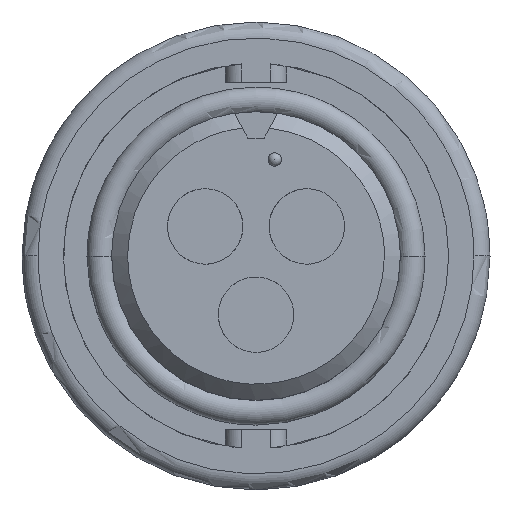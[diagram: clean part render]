
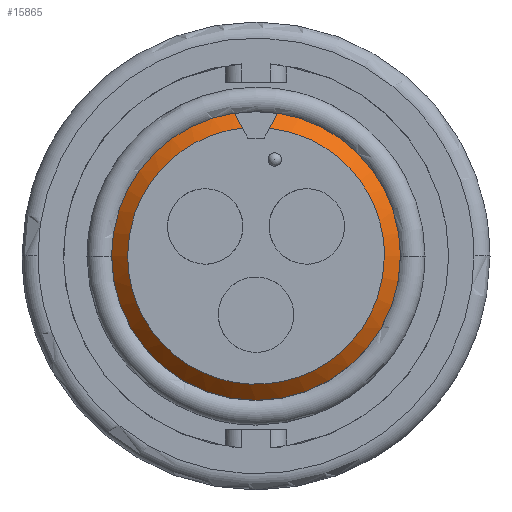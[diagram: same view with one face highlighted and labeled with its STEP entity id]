
A CAD part, top view. The second image highlights one B-rep face of the part: STEP entity #15865.
In plain terms, the highlighted conical face has half-angle 45 degrees and reference radius 6.858 mm.
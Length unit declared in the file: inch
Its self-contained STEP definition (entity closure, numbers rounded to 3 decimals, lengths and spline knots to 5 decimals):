
#495 = B_SPLINE_CURVE_WITH_KNOTS ( 'NONE', 3,
 ( #18378, #4811, #8259, #20432, #10023, #22181, #11728, #1273, #13477, #3082 ),
 .UNSPECIFIED., .F., .F.,
 ( 4, 2, 2, 2, 4 ),
 ( 0., 0.25, 0.5, 0.75, 1. ),
 .UNSPECIFIED. ) ;
#706 = CARTESIAN_POINT ( 'NONE',  ( 0.23998, 0.02932, 0. ) ) ;
#1049 = CARTESIAN_POINT ( 'NONE',  ( 0.03461, 0.25705, -0.01936 ) ) ;
#1094 = CARTESIAN_POINT ( 'NONE',  ( 0.14748, -0.19191, 0. ) ) ;
#1261 = CARTESIAN_POINT ( 'NONE',  ( -0.02504, 0.23867, 0. ) ) ;
#1273 = CARTESIAN_POINT ( 'NONE',  ( -0.08279, 0.22715, 0. ) ) ;
#1787 = EDGE_CURVE ( 'NONE', #15552, #17051, #3976, .T. ) ;
#2507 = VERTEX_POINT ( 'NONE', #1261 ) ;
#2840 = CARTESIAN_POINT ( 'NONE',  ( 0.23998, -0.03141, 0. ) ) ;
#2910 = CARTESIAN_POINT ( 'NONE',  ( 0.06282, -0.23374, 0. ) ) ;
#2979 = AXIS2_PLACEMENT_3D ( 'NONE', #8251, #8199, #8183 ) ;
#3082 = CARTESIAN_POINT ( 'NONE',  ( -0.02504, 0.23867, 0. ) ) ;
#3400 = DIRECTION ( 'NONE',  ( 0., 0., -1. ) ) ;
#3976 = CIRCLE ( 'NONE', #16929, 0.26998 ) ;
#4011 = VERTEX_POINT ( 'NONE', #14983 ) ;
#4235 = CARTESIAN_POINT ( 'NONE',  ( 0.02504, 0.23867, 0. ) ) ;
#4384 = EDGE_CURVE ( 'NONE', #17051, #13125, #7179, .T. ) ;
#4486 = EDGE_CURVE ( 'NONE', #15552, #6588, #6802, .T. ) ;
#4709 = CARTESIAN_POINT ( 'NONE',  ( -0.03141, -0.23998, 0. ) ) ;
#4811 = CARTESIAN_POINT ( 'NONE',  ( -0.23998, 0.02932, 0. ) ) ;
#5131 = VERTEX_POINT ( 'NONE', #13417 ) ;
#5901 = EDGE_CURVE ( 'NONE', #2507, #9958, #17740, .T. ) ;
#5972 = CARTESIAN_POINT ( 'NONE',  ( 0.05421, 0.23561, 0. ) ) ;
#6010 = CARTESIAN_POINT ( 'NONE',  ( 0., 0., -0.03 ) ) ;
#6407 = CARTESIAN_POINT ( 'NONE',  ( -0.12086, -0.2097, 0. ) ) ;
#6517 = CONICAL_SURFACE ( 'NONE', #13936, 0.26998, 0.785 ) ;
#6588 = VERTEX_POINT ( 'NONE', #17511 ) ;
#6630 = ORIENTED_EDGE ( 'NONE', *, *, #4486, .T. ) ;
#6802 = B_SPLINE_CURVE_WITH_KNOTS ( 'NONE', 3,
 ( #14356, #1049, #17001, #19531 ),
 .UNSPECIFIED., .F., .F.,
 ( 4, 4 ),
 ( 0., 1. ),
 .UNSPECIFIED. ) ;
#7179 = CIRCLE ( 'NONE', #2979, 0.26998 ) ;
#7708 = CARTESIAN_POINT ( 'NONE',  ( 0.13505, 0.20053, 0. ) ) ;
#7738 = DIRECTION ( 'NONE',  ( 1., 0., 0. ) ) ;
#8083 = CARTESIAN_POINT ( 'NONE',  ( 0.23998, 0., 0. ) ) ;
#8155 = CARTESIAN_POINT ( 'NONE',  ( -0.19191, -0.14748, 0. ) ) ;
#8183 = DIRECTION ( 'NONE',  ( 1., 0., 0. ) ) ;
#8199 = DIRECTION ( 'NONE',  ( 0., 0., -1. ) ) ;
#8251 = CARTESIAN_POINT ( 'NONE',  ( 0., 0., -0.03 ) ) ;
#8259 = CARTESIAN_POINT ( 'NONE',  ( -0.23455, 0.05864, 0. ) ) ;
#8466 = EDGE_CURVE ( 'NONE', #5131, #4011, #18836, .T. ) ;
#8918 = ORIENTED_EDGE ( 'NONE', *, *, #11821, .F. ) ;
#9461 = CARTESIAN_POINT ( 'NONE',  ( 0.19795, 0.13881, 0. ) ) ;
#9841 = CARTESIAN_POINT ( 'NONE',  ( 0.23374, -0.06282, 0. ) ) ;
#9915 = CARTESIAN_POINT ( 'NONE',  ( -0.23374, -0.06282, 0. ) ) ;
#9958 = VERTEX_POINT ( 'NONE', #17029 ) ;
#10023 = CARTESIAN_POINT ( 'NONE',  ( -0.19795, 0.13881, 0. ) ) ;
#10511 = DIRECTION ( 'NONE',  ( 0., 0., -1. ) ) ;
#11041 = ORIENTED_EDGE ( 'NONE', *, *, #8466, .T. ) ;
#11178 = CARTESIAN_POINT ( 'NONE',  ( 0.23455, 0.05864, 0. ) ) ;
#11482 = CARTESIAN_POINT ( 'NONE',  ( 0.03981, 0.26703, -0.03 ) ) ;
#11553 = CARTESIAN_POINT ( 'NONE',  ( 0.19191, -0.14748, 0. ) ) ;
#11631 = CARTESIAN_POINT ( 'NONE',  ( -0.23998, 0., 0. ) ) ;
#11728 = CARTESIAN_POINT ( 'NONE',  ( -0.13505, 0.20053, 0. ) ) ;
#11821 = EDGE_CURVE ( 'NONE', #13125, #9958, #21610, .T. ) ;
#12073 = EDGE_CURVE ( 'NONE', #4011, #2507, #495, .T. ) ;
#12930 = CARTESIAN_POINT ( 'NONE',  ( 0.23998, 0., 0. ) ) ;
#13125 = VERTEX_POINT ( 'NONE', #16297 ) ;
#13202 = CARTESIAN_POINT ( 'NONE',  ( -0.03981, 0.26703, -0.03 ) ) ;
#13232 = CARTESIAN_POINT ( 'NONE',  ( -0.03461, 0.25705, -0.01936 ) ) ;
#13235 = CARTESIAN_POINT ( 'NONE',  ( 0.26998, 0., -0.03 ) ) ;
#13310 = CARTESIAN_POINT ( 'NONE',  ( -0.02504, 0.23867, 0. ) ) ;
#13314 = CARTESIAN_POINT ( 'NONE',  ( 0.12086, -0.2097, 0. ) ) ;
#13411 = CARTESIAN_POINT ( 'NONE',  ( -0.02969, 0.2476, -0.00936 ) ) ;
#13417 = CARTESIAN_POINT ( 'NONE',  ( 0.23998, 0., 0. ) ) ;
#13477 = CARTESIAN_POINT ( 'NONE',  ( -0.05421, 0.23561, 0. ) ) ;
#13813 = EDGE_CURVE ( 'NONE', #6588, #5131, #20916, .T. ) ;
#13816 = DIRECTION ( 'NONE',  ( 0., 1., 0. ) ) ;
#13936 = AXIS2_PLACEMENT_3D ( 'NONE', #15123, #3400, #13816 ) ;
#14356 = CARTESIAN_POINT ( 'NONE',  ( 0.03981, 0.26703, -0.03 ) ) ;
#14983 = CARTESIAN_POINT ( 'NONE',  ( -0.23998, 0., 0. ) ) ;
#15083 = CARTESIAN_POINT ( 'NONE',  ( 0.03141, -0.23998, 0. ) ) ;
#15123 = CARTESIAN_POINT ( 'NONE',  ( 0., 0., -0.03 ) ) ;
#15486 = ORIENTED_EDGE ( 'NONE', *, *, #13813, .T. ) ;
#15552 = VERTEX_POINT ( 'NONE', #11482 ) ;
#15865 = ADVANCED_FACE ( 'NONE', ( #20948 ), #6517, .T. ) ;
#16297 = CARTESIAN_POINT ( 'NONE',  ( -0.26998, 0., -0.03 ) ) ;
#16836 = CARTESIAN_POINT ( 'NONE',  ( -0.06282, -0.23374, 0. ) ) ;
#16929 = AXIS2_PLACEMENT_3D ( 'NONE', #20941, #10511, #22697 ) ;
#17001 = CARTESIAN_POINT ( 'NONE',  ( 0.02969, 0.2476, -0.00936 ) ) ;
#17029 = CARTESIAN_POINT ( 'NONE',  ( -0.03981, 0.26703, -0.03 ) ) ;
#17051 = VERTEX_POINT ( 'NONE', #13235 ) ;
#17214 = ORIENTED_EDGE ( 'NONE', *, *, #4384, .F. ) ;
#17511 = CARTESIAN_POINT ( 'NONE',  ( 0.02504, 0.23867, 0. ) ) ;
#17740 = B_SPLINE_CURVE_WITH_KNOTS ( 'NONE', 3,
 ( #13310, #13411, #13232, #13202 ),
 .UNSPECIFIED., .F., .F.,
 ( 4, 4 ),
 ( 0., 1. ),
 .UNSPECIFIED. ) ;
#18099 = CARTESIAN_POINT ( 'NONE',  ( 0.08279, 0.22715, 0. ) ) ;
#18138 = DIRECTION ( 'NONE',  ( 0., 0., -1. ) ) ;
#18378 = CARTESIAN_POINT ( 'NONE',  ( -0.23998, 0., 0. ) ) ;
#18390 = ORIENTED_EDGE ( 'NONE', *, *, #12073, .T. ) ;
#18571 = CARTESIAN_POINT ( 'NONE',  ( -0.14748, -0.19191, 0. ) ) ;
#18836 = B_SPLINE_CURVE_WITH_KNOTS ( 'NONE', 3,
 ( #8083, #2840, #9841, #22011, #11553, #1094, #13314, #2910, #15083, #4709, #16836, #6407, #18571, #8155, #20325, #9915, #22085, #11631 ),
 .UNSPECIFIED., .F., .F.,
 ( 4, 2, 2, 2, 2, 2, 2, 2, 4 ),
 ( 0., 0.125, 0.25, 0.375, 0.5, 0.625, 0.75, 0.875, 1. ),
 .UNSPECIFIED. ) ;
#18946 = EDGE_LOOP ( 'NONE', ( #20470, #6630, #15486, #11041, #18390, #19781, #8918, #17214 ) ) ;
#19024 = AXIS2_PLACEMENT_3D ( 'NONE', #6010, #18138, #7738 ) ;
#19531 = CARTESIAN_POINT ( 'NONE',  ( 0.02504, 0.23867, 0. ) ) ;
#19781 = ORIENTED_EDGE ( 'NONE', *, *, #5901, .T. ) ;
#19882 = CARTESIAN_POINT ( 'NONE',  ( 0.15871, 0.18239, 0. ) ) ;
#20325 = CARTESIAN_POINT ( 'NONE',  ( -0.2097, -0.12086, 0. ) ) ;
#20432 = CARTESIAN_POINT ( 'NONE',  ( -0.21353, 0.11339, 0. ) ) ;
#20470 = ORIENTED_EDGE ( 'NONE', *, *, #1787, .F. ) ;
#20916 = B_SPLINE_CURVE_WITH_KNOTS ( 'NONE', 3,
 ( #4235, #5972, #18099, #7708, #19882, #9461, #21623, #11178, #706, #12930 ),
 .UNSPECIFIED., .F., .F.,
 ( 4, 2, 2, 2, 4 ),
 ( 0., 0.25, 0.5, 0.75, 1. ),
 .UNSPECIFIED. ) ;
#20941 = CARTESIAN_POINT ( 'NONE',  ( 0., 0., -0.03 ) ) ;
#20948 = FACE_OUTER_BOUND ( 'NONE', #18946, .T. ) ;
#21610 = CIRCLE ( 'NONE', #19024, 0.26998 ) ;
#21623 = CARTESIAN_POINT ( 'NONE',  ( 0.21353, 0.11339, 0. ) ) ;
#22011 = CARTESIAN_POINT ( 'NONE',  ( 0.2097, -0.12086, 0. ) ) ;
#22085 = CARTESIAN_POINT ( 'NONE',  ( -0.23998, -0.03141, 0. ) ) ;
#22181 = CARTESIAN_POINT ( 'NONE',  ( -0.15871, 0.18239, 0. ) ) ;
#22697 = DIRECTION ( 'NONE',  ( 1., 0., 0. ) ) ;
